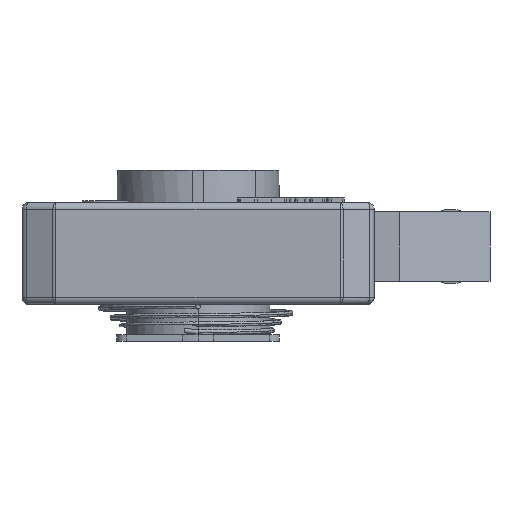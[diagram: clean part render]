
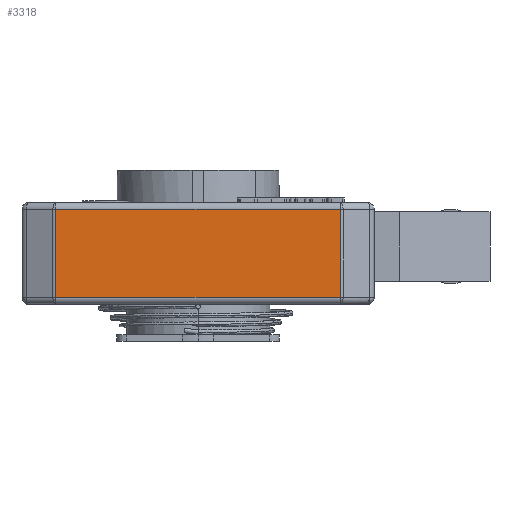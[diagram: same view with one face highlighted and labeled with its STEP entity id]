
A CAD part, left-side view. The second image highlights one B-rep face of the part: STEP entity #3318.
In plain terms, the highlighted planar face has unit normal (-1, 0, 0).
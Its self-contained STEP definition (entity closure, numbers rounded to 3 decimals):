
#3276=VERTEX_POINT('',#8817);
#3318=ADVANCED_FACE('',(#8862),#8863,.F.);
#3984=VERTEX_POINT('',#9581);
#5086=EDGE_CURVE('',#3276,#5678,#10789,.T.);
#5632=VERTEX_POINT('',#11411);
#5678=VERTEX_POINT('',#11460);
#6970=EDGE_CURVE('',#5678,#3984,#12881,.T.);
#7344=EDGE_CURVE('',#3984,#5632,#13289,.T.);
#8188=EDGE_CURVE('',#3276,#5632,#14211,.T.);
#8817=CARTESIAN_POINT('',(-43.0,30.667,20.5));
#8862=FACE_OUTER_BOUND('',#15636,.T.);
#8863=PLANE('',#15637);
#9581=CARTESIAN_POINT('',(-43.0,-30.633,1.5));
#10789=LINE('',#18755,#18756);
#11411=CARTESIAN_POINT('',(-43.0,30.667,1.5));
#11460=CARTESIAN_POINT('',(-43.0,-30.633,20.5));
#12881=LINE('',#27260,#27261);
#13289=LINE('',#31802,#31803);
#14211=LINE('',#33616,#33617);
#15636=EDGE_LOOP('',(#34653,#34654,#34655,#34656));
#15637=AXIS2_PLACEMENT_3D('',#34657,#34658,#34659);
#18755=CARTESIAN_POINT('',(-43.0,0.017,20.5));
#18756=VECTOR('',#36839,1.0);
#27260=CARTESIAN_POINT('',(-43.0,-30.633,11.0));
#27261=VECTOR('',#39311,1.0);
#31802=CARTESIAN_POINT('',(-43.0,0.017,1.5));
#31803=VECTOR('',#39735,1.0);
#33616=CARTESIAN_POINT('',(-43.0,30.667,11.0));
#33617=VECTOR('',#40646,1.0);
#34653=ORIENTED_EDGE('',*,*,#8188,.T.);
#34654=ORIENTED_EDGE('',*,*,#7344,.F.);
#34655=ORIENTED_EDGE('',*,*,#6970,.F.);
#34656=ORIENTED_EDGE('',*,*,#5086,.F.);
#34657=CARTESIAN_POINT('',(-43.0,0.017,11.0));
#34658=DIRECTION('',(1.0,0.0,-0.0));
#34659=DIRECTION('',(0.0,0.0,1.0));
#36839=DIRECTION('',(0.0,-1.0,0.0));
#39311=DIRECTION('',(0.0,0.0,-1.0));
#39735=DIRECTION('',(0.0,1.0,0.0));
#40646=DIRECTION('',(0.0,0.0,-1.0));
